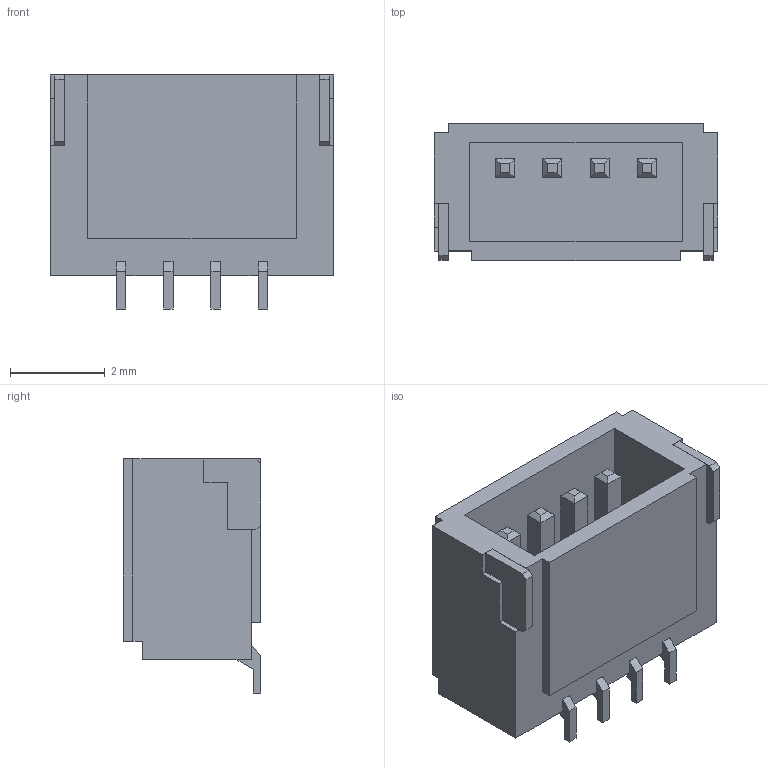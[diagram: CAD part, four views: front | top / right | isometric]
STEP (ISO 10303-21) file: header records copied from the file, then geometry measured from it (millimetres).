
FILE_DESCRIPTION(/* description */ (''),/* implementation_level */ '2;1');
FILE_NAME(/* name */ 'jst4-sh_smd.step',/* time_stamp */ '2014-12-26T14:32:26+01:00',/* author */ ('Emil'),/* organization */ (''),/* preprocessor_version */ 'ST-DEVELOPER v15.6',/* originating_system */ 'Autodesk Inventor 2015',/* authorisation */ '');
FILE_SCHEMA (('AUTOMOTIVE_DESIGN { 1 0 10303 214 3 1 1 }'));
Length unit declared in the file: millimetre
Products named in the file (3): jst4_house; metal; jst4
Assembly tree (2 placements, depth 2):
  jst4
    jst4_house
    metal
Bounding box: 6 x 2.9 x 4.95 mm (x, y, z)
Volume: 39.3 mm3; surface area: 187.5 mm2
Topology: 11 solids, 11 shells, 143 faces, 344 edges, 224 vertices
Faces by surface type: plane 143
Entity records: 4120 total; most frequent: CARTESIAN_POINT 716, ORIENTED_EDGE 688, DIRECTION 640, LINE 344, VECTOR 344, EDGE_CURVE 344, VERTEX_POINT 224, AXIS2_PLACEMENT_3D 148
